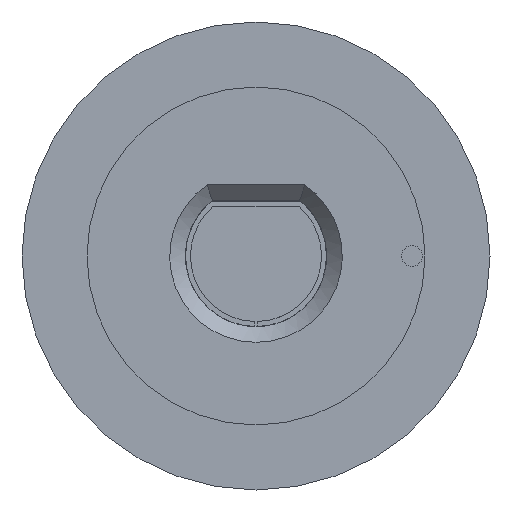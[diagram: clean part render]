
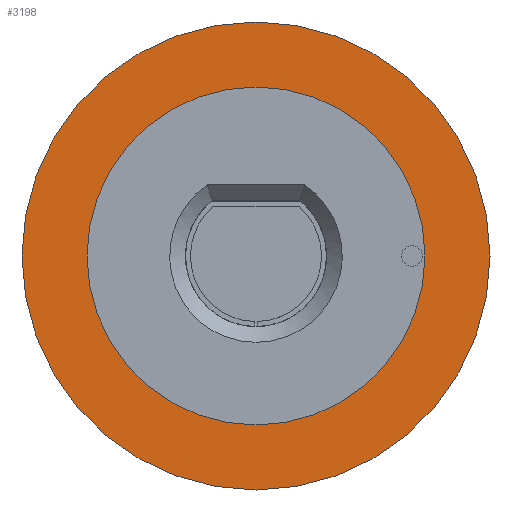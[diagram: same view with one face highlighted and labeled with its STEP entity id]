
A CAD part, front view. The second image highlights one B-rep face of the part: STEP entity #3198.
In plain terms, the highlighted planar face has unit normal (0, -1, 0).
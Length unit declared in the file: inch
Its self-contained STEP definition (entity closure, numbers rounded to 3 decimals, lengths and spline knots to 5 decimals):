
#1618=CARTESIAN_POINT('',(0.,0.,0.));
#1619=DIRECTION('',(0.,-1.,0.));
#1620=DIRECTION('',(1.,0.,0.));
#1621=AXIS2_PLACEMENT_3D('',#1618,#1619,#1620);
#1640=CARTESIAN_POINT('',(0.,0.,0.));
#1641=DIRECTION('',(0.,1.,0.));
#1642=DIRECTION('',(1.,0.,0.));
#1643=AXIS2_PLACEMENT_3D('',#1640,#1641,#1642);
#1648=CARTESIAN_POINT('',(0.,0.,0.));
#1649=DIRECTION('',(0.,-1.,0.));
#1650=DIRECTION('',(1.,0.,0.));
#1651=AXIS2_PLACEMENT_3D('',#1648,#1649,#1650);
#1656=CARTESIAN_POINT('',(0.,0.,0.));
#1657=DIRECTION('',(0.,1.,0.));
#1658=DIRECTION('',(1.,0.,0.));
#1659=AXIS2_PLACEMENT_3D('',#1656,#1657,#1658);
#1981=CARTESIAN_POINT('',(0.45,0.,0.));
#1983=VERTEX_POINT('',#1981);
#1985=CARTESIAN_POINT('',(-0.45,0.,0.));
#1987=VERTEX_POINT('',#1985);
#2165=CARTESIAN_POINT('',(0.325,0.,0.));
#2167=VERTEX_POINT('',#2165);
#2169=CARTESIAN_POINT('',(-0.325,0.,0.));
#2171=VERTEX_POINT('',#2169);
#3183=CARTESIAN_POINT('',(0.,0.,0.));
#3184=DIRECTION('',(0.,-1.,0.));
#3185=DIRECTION('',(-1.,0.,0.));
#3186=AXIS2_PLACEMENT_3D('',#3183,#3184,#3185);
#3187=PLANE('',#3186);
#3188=ORIENTED_EDGE('',*,*,#3178,.T.);
#3189=ORIENTED_EDGE('',*,*,#3162,.F.);
#3190=EDGE_LOOP('',(#3188,#3189));
#3191=FACE_OUTER_BOUND('',#3190,.F.);
#3193=ORIENTED_EDGE('',*,*,#3192,.T.);
#3195=ORIENTED_EDGE('',*,*,#3194,.F.);
#3196=EDGE_LOOP('',(#3193,#3195));
#3197=FACE_BOUND('',#3196,.F.);
#3198=ADVANCED_FACE('',(#3191,#3197),#3187,.T.);
#1622=CIRCLE('',#1621,0.45);
#1644=CIRCLE('',#1643,0.45);
#1652=CIRCLE('',#1651,0.325);
#1660=CIRCLE('',#1659,0.325);
#3162=EDGE_CURVE('',#1983,#1987,#1622,.T.);
#3178=EDGE_CURVE('',#1983,#1987,#1644,.T.);
#3192=EDGE_CURVE('',#2167,#2171,#1652,.T.);
#3194=EDGE_CURVE('',#2167,#2171,#1660,.T.);
